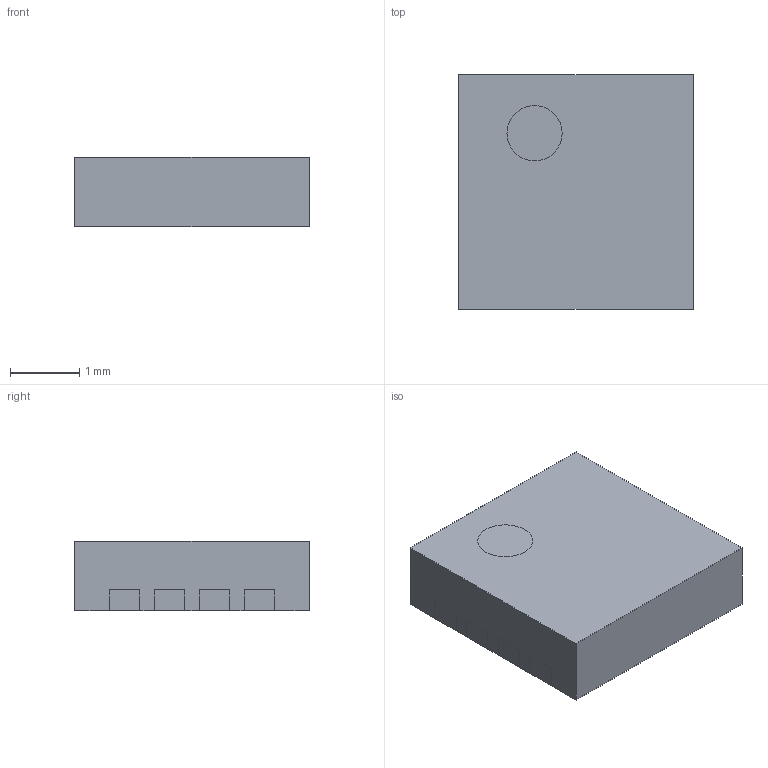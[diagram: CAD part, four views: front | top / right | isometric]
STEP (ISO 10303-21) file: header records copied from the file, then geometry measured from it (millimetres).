
FILE_DESCRIPTION(/* description */ (''),/* implementation_level */ '2;1');
FILE_NAME(/* name */ 'INFINEON-PG-TSDSON-8.stp',/* time_stamp */ '2015-07-31T15:45:55+02:00',/* author */ ('bcivel'),/* organization */ (''),/* preprocessor_version */ 'ST-DEVELOPER v15.5',/* originating_system */ 'AutoCAD Mechanical',/* authorisation */ '');
FILE_SCHEMA (('AUTOMOTIVE_DESIGN { 1 0 10303 214 3 1 1 }'));
Length unit declared in the file: millimetre
Products named in the file (1): Product
Bounding box: 3.4 x 3.4 x 1 mm (x, y, z)
Volume: 11.5 mm3; surface area: 61.5 mm2
Topology: 7 solids, 7 shells, 85 faces, 210 edges, 140 vertices
Faces by surface type: plane 83, cylinder 2
Full cylindrical faces by diameter (mm): 0.8 x2
Entity records: 2491 total; most frequent: CARTESIAN_POINT 434, ORIENTED_EDGE 416, DIRECTION 384, EDGE_CURVE 208, LINE 204, VECTOR 204, VERTEX_POINT 140, AXIS2_PLACEMENT_3D 90
